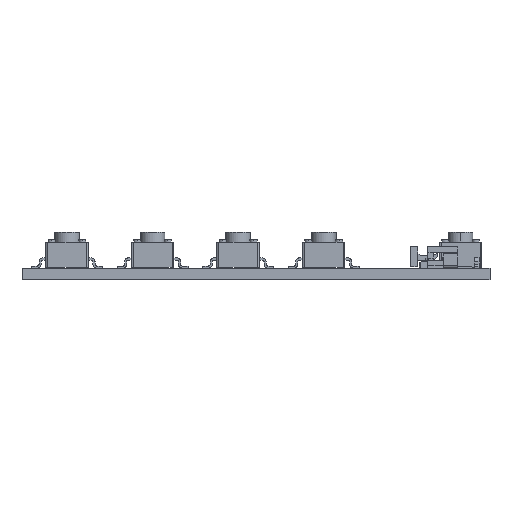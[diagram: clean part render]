
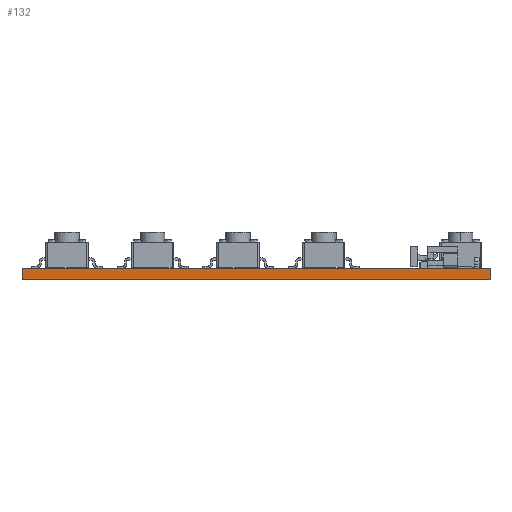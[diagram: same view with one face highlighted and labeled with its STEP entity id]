
A CAD part, front view. The second image highlights one B-rep face of the part: STEP entity #132.
In plain terms, the highlighted planar face has unit normal (0, -1, 0).
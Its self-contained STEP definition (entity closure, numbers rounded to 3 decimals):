
#132 = ADVANCED_FACE('',(#133),#167,.F.);
#133 = FACE_BOUND('',#134,.F.);
#134 = EDGE_LOOP('',(#135,#145,#153,#161));
#135 = ORIENTED_EDGE('',*,*,#136,.T.);
#136 = EDGE_CURVE('',#137,#139,#141,.T.);
#137 = VERTEX_POINT('',#138);
#138 = CARTESIAN_POINT('',(0.,0.,0.));
#139 = VERTEX_POINT('',#140);
#140 = CARTESIAN_POINT('',(0.,0.,1.646));
#141 = LINE('',#142,#143);
#142 = CARTESIAN_POINT('',(0.,0.,0.));
#143 = VECTOR('',#144,1.);
#144 = DIRECTION('',(0.,0.,1.));
#145 = ORIENTED_EDGE('',*,*,#146,.T.);
#146 = EDGE_CURVE('',#139,#147,#149,.T.);
#147 = VERTEX_POINT('',#148);
#148 = CARTESIAN_POINT('',(66.,0.,1.646));
#149 = LINE('',#150,#151);
#150 = CARTESIAN_POINT('',(0.,0.,1.646));
#151 = VECTOR('',#152,1.);
#152 = DIRECTION('',(1.,0.,0.));
#153 = ORIENTED_EDGE('',*,*,#154,.F.);
#154 = EDGE_CURVE('',#155,#147,#157,.T.);
#155 = VERTEX_POINT('',#156);
#156 = CARTESIAN_POINT('',(66.,0.,0.));
#157 = LINE('',#158,#159);
#158 = CARTESIAN_POINT('',(66.,0.,0.));
#159 = VECTOR('',#160,1.);
#160 = DIRECTION('',(0.,0.,1.));
#161 = ORIENTED_EDGE('',*,*,#162,.F.);
#162 = EDGE_CURVE('',#137,#155,#163,.T.);
#163 = LINE('',#164,#165);
#164 = CARTESIAN_POINT('',(0.,0.,0.));
#165 = VECTOR('',#166,1.);
#166 = DIRECTION('',(1.,0.,0.));
#167 = PLANE('',#168);
#168 = AXIS2_PLACEMENT_3D('',#169,#170,#171);
#169 = CARTESIAN_POINT('',(0.,0.,0.));
#170 = DIRECTION('',(0.,1.,0.));
#171 = DIRECTION('',(1.,0.,0.));
